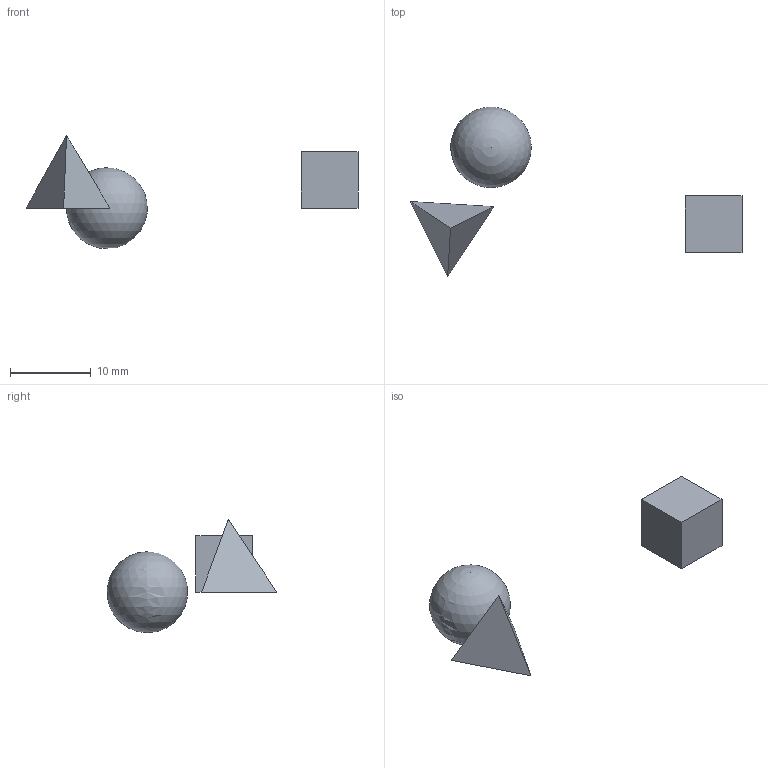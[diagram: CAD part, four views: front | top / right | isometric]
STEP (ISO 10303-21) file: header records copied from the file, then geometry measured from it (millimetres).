
FILE_DESCRIPTION(/* description */ (''),/* implementation_level */ '2;1');
FILE_NAME(/* name */ 'energy tokens.step',/* time_stamp */ '2022-06-14T10:55:48+08:00',/* author */ (''),/* organization */ (''),/* preprocessor_version */ 'ST-DEVELOPER v19',/* originating_system */ 'Autodesk Translation Framework v11.7.0.108',/* authorisation */ '');
FILE_SCHEMA (('AUTOMOTIVE_DESIGN { 1 0 10303 214 3 1 1 }'));
Length unit declared in the file: millimetre
Products named in the file (1): energy tokens
Bounding box: 41.01 x 20.95 x 14 mm (x, y, z)
Volume: 1006.9 mm3; surface area: 802.8 mm2
Topology: 3 solids, 3 shells, 11 faces, 21 edges, 14 vertices
Faces by surface type: plane 10, sphere 1
Entity records: 297 total; most frequent: CARTESIAN_POINT 45, DIRECTION 44, ORIENTED_EDGE 38, EDGE_CURVE 19, LINE 18, VECTOR 18, VERTEX_POINT 14, AXIS2_PLACEMENT_3D 13
